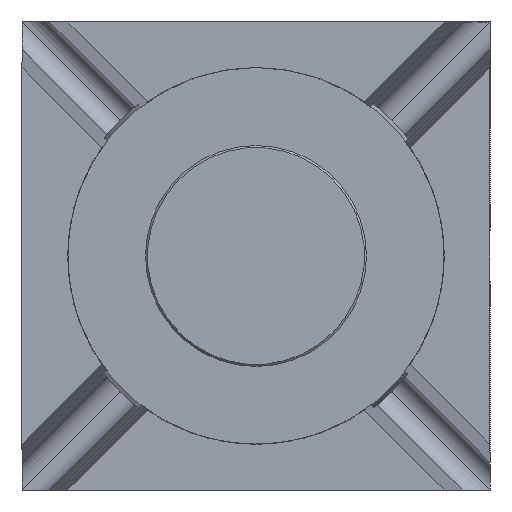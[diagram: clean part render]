
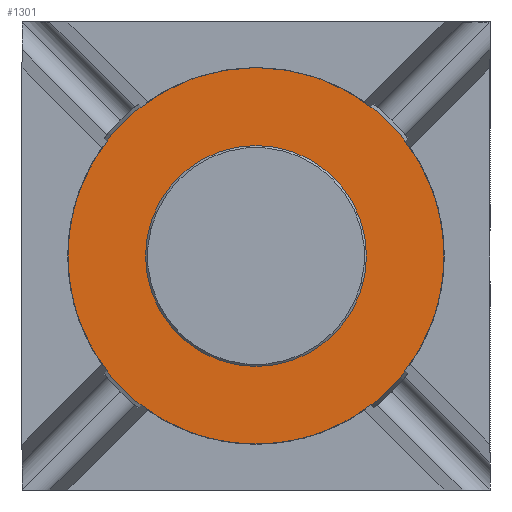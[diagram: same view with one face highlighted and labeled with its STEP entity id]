
A CAD part, left-side view. The second image highlights one B-rep face of the part: STEP entity #1301.
In plain terms, the highlighted planar face has unit normal (-1, 0, 0).
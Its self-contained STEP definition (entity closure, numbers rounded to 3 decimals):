
#70 = EDGE_CURVE ( 'NONE', #3483, #5242, #1771, .T. ) ;
#108 = ORIENTED_EDGE ( 'NONE', *, *, #6876, .F. ) ;
#193 = CARTESIAN_POINT ( 'NONE',  ( -25.771, -2.772, 0. ) ) ;
#430 = VERTEX_POINT ( 'NONE', #193 ) ;
#517 = EDGE_LOOP ( 'NONE', ( #5960, #108 ) ) ;
#1025 = FACE_BOUND ( 'NONE', #517, .T. ) ;
#1243 = ORIENTED_EDGE ( 'NONE', *, *, #7051, .T. ) ;
#1292 = CIRCLE ( 'NONE', #6403, 4.25 ) ;
#1301 = ADVANCED_FACE ( 'NONE', ( #3994, #1025 ), #3519, .T. ) ;
#1309 = CARTESIAN_POINT ( 'NONE',  ( -25.771, 0.228, 0. ) ) ;
#1744 = DIRECTION ( 'NONE',  ( -1., 0., 0. ) ) ;
#1771 = CIRCLE ( 'NONE', #4152, 4.25 ) ;
#1785 = CARTESIAN_POINT ( 'NONE',  ( -25.771, 4.478, 0. ) ) ;
#2287 = CARTESIAN_POINT ( 'NONE',  ( -25.771, 4.478, 0. ) ) ;
#2362 = CARTESIAN_POINT ( 'NONE',  ( -25.771, 11.728, 0. ) ) ;
#2453 = DIRECTION ( 'NONE',  ( 0., -1., 0. ) ) ;
#2633 = AXIS2_PLACEMENT_3D ( 'NONE', #1785, #6522, #5274 ) ;
#2828 = DIRECTION ( 'NONE',  ( 0., -1., 0. ) ) ;
#2848 = DIRECTION ( 'NONE',  ( 0., -1., 0. ) ) ;
#2883 = CIRCLE ( 'NONE', #2633, 7.25 ) ;
#3259 = CIRCLE ( 'NONE', #4005, 7.25 ) ;
#3402 = VERTEX_POINT ( 'NONE', #2362 ) ;
#3483 = VERTEX_POINT ( 'NONE', #1309 ) ;
#3519 = PLANE ( 'NONE',  #7088 ) ;
#3553 = DIRECTION ( 'NONE',  ( -1., 0., 0. ) ) ;
#3756 = DIRECTION ( 'NONE',  ( 0., -1., 0. ) ) ;
#3994 = FACE_OUTER_BOUND ( 'NONE', #5901, .T. ) ;
#4005 = AXIS2_PLACEMENT_3D ( 'NONE', #6483, #1744, #2453 ) ;
#4152 = AXIS2_PLACEMENT_3D ( 'NONE', #6221, #6791, #3756 ) ;
#4515 = ORIENTED_EDGE ( 'NONE', *, *, #7141, .T. ) ;
#4680 = CARTESIAN_POINT ( 'NONE',  ( -25.771, 8.728, 0. ) ) ;
#5242 = VERTEX_POINT ( 'NONE', #7073 ) ;
#5274 = DIRECTION ( 'NONE',  ( 0., -1., 0. ) ) ;
#5901 = EDGE_LOOP ( 'NONE', ( #1243, #4515 ) ) ;
#5960 = ORIENTED_EDGE ( 'NONE', *, *, #70, .F. ) ;
#6221 = CARTESIAN_POINT ( 'NONE',  ( -25.771, 4.478, 0. ) ) ;
#6399 = DIRECTION ( 'NONE',  ( -1., 0., 0. ) ) ;
#6403 = AXIS2_PLACEMENT_3D ( 'NONE', #2287, #6399, #2828 ) ;
#6483 = CARTESIAN_POINT ( 'NONE',  ( -25.771, 4.478, 0. ) ) ;
#6522 = DIRECTION ( 'NONE',  ( -1., 0., 0. ) ) ;
#6791 = DIRECTION ( 'NONE',  ( -1., 0., 0. ) ) ;
#6876 = EDGE_CURVE ( 'NONE', #5242, #3483, #1292, .T. ) ;
#7051 = EDGE_CURVE ( 'NONE', #430, #3402, #2883, .T. ) ;
#7073 = CARTESIAN_POINT ( 'NONE',  ( -25.771, 8.728, 0. ) ) ;
#7088 = AXIS2_PLACEMENT_3D ( 'NONE', #4680, #3553, #2848 ) ;
#7141 = EDGE_CURVE ( 'NONE', #3402, #430, #3259, .T. ) ;
